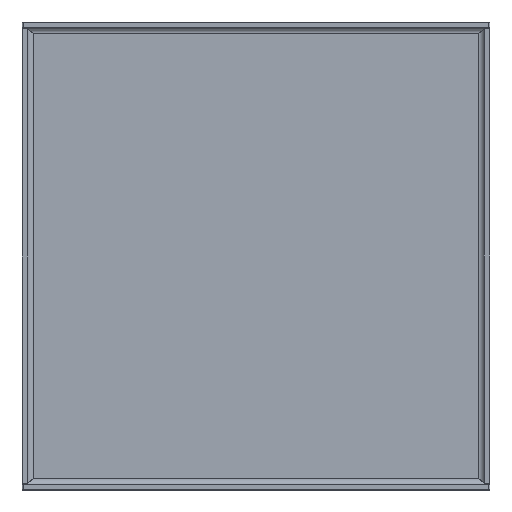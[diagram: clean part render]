
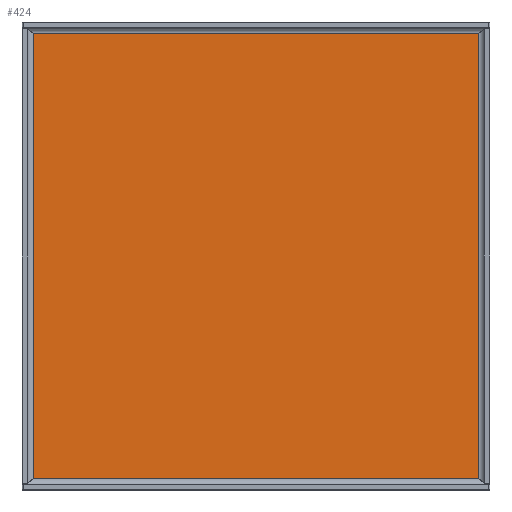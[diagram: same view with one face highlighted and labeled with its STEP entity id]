
A CAD part, front view. The second image highlights one B-rep face of the part: STEP entity #424.
In plain terms, the highlighted planar face has unit normal (0, -1, 0).
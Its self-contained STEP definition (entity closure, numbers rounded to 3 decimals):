
#157=CARTESIAN_POINT('Vertex',(39.9,0.,-39.9)) ;
#160=CARTESIAN_POINT('Line Origine',(-39.9,0.,-39.9)) ;
#164=CARTESIAN_POINT('Vertex',(-39.9,0.,-39.9)) ;
#394=CARTESIAN_POINT('Axis2P3D Location',(0.,0.,0.)) ;
#399=CARTESIAN_POINT('Line Origine',(-39.9,0.,0.)) ;
#403=CARTESIAN_POINT('Vertex',(-39.9,0.,39.9)) ;
#406=CARTESIAN_POINT('Line Origine',(39.9,0.,0.)) ;
#410=CARTESIAN_POINT('Vertex',(39.9,0.,39.9)) ;
#413=CARTESIAN_POINT('Line Origine',(0.,0.,39.9)) ;
#162=VECTOR('Line Direction',#161,1.) ;
#401=VECTOR('Line Direction',#400,1.) ;
#408=VECTOR('Line Direction',#407,1.) ;
#415=VECTOR('Line Direction',#414,1.) ;
#161=DIRECTION('Vector Direction',(1.,0.,0.)) ;
#395=DIRECTION('Axis2P3D Direction',(-0.,1.,0.)) ;
#396=DIRECTION('Axis2P3D XDirection',(1.,0.,0.)) ;
#400=DIRECTION('Vector Direction',(0.,0.,-1.)) ;
#407=DIRECTION('Vector Direction',(0.,0.,1.)) ;
#414=DIRECTION('Vector Direction',(-1.,0.,0.)) ;
#397=AXIS2_PLACEMENT_3D('Plane Axis2P3D',#394,#395,#396) ;
#163=LINE('Line',#160,#162) ;
#402=LINE('Line',#399,#401) ;
#409=LINE('Line',#406,#408) ;
#416=LINE('Line',#413,#415) ;
#398=PLANE('',#397) ;
#166=EDGE_CURVE('',#165,#158,#163,.T.) ;
#405=EDGE_CURVE('',#404,#165,#402,.T.) ;
#412=EDGE_CURVE('',#158,#411,#409,.T.) ;
#417=EDGE_CURVE('',#411,#404,#416,.T.) ;
#419=ORIENTED_EDGE('',*,*,#405,.T.) ;
#420=ORIENTED_EDGE('',*,*,#166,.T.) ;
#421=ORIENTED_EDGE('',*,*,#412,.T.) ;
#422=ORIENTED_EDGE('',*,*,#417,.T.) ;
#418=EDGE_LOOP('',(#419,#420,#421,#422)) ;
#158=VERTEX_POINT('',#157) ;
#165=VERTEX_POINT('',#164) ;
#404=VERTEX_POINT('',#403) ;
#411=VERTEX_POINT('',#410) ;
#424=ADVANCED_FACE('Hauptk\X2\00F6\X0\rper',(#423),#398,.F.) ;
#423=FACE_OUTER_BOUND('',#418,.T.) ;
